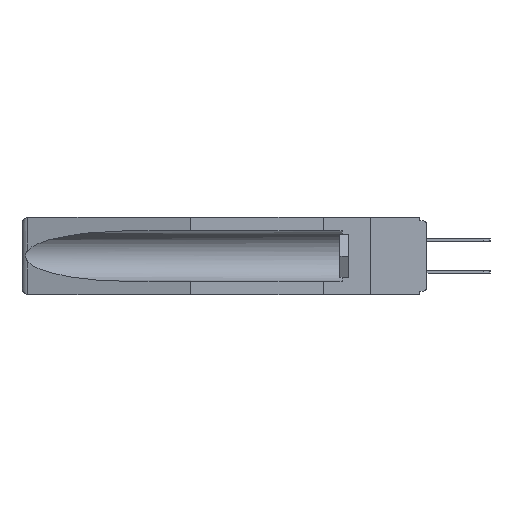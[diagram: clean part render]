
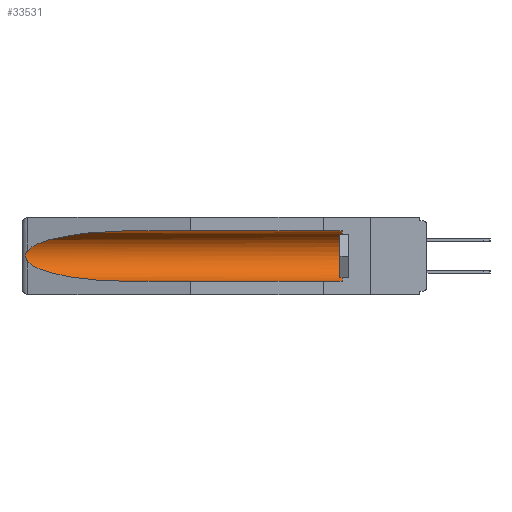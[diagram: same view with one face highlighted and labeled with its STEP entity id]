
A CAD part, left-side view. The second image highlights one B-rep face of the part: STEP entity #33531.
In plain terms, the highlighted cylindrical face has radius 2.857 mm (diameter 5.715 mm), a partial arc.
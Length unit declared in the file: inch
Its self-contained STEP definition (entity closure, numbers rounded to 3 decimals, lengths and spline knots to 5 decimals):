
#665 = CARTESIAN_POINT ( 'NONE',  ( 0.155, -0.30754, -0.1715 ) ) ;
#791 = CARTESIAN_POINT ( 'NONE',  ( 0.155, -0.30754, -0.284 ) ) ;
#1326 = CARTESIAN_POINT ( 'NONE',  ( 0.26537, 1.52718, -0.19328 ) ) ;
#1623 = CARTESIAN_POINT ( 'NONE',  ( 0.155, 0.126, -0.1715 ) ) ;
#2132 = CARTESIAN_POINT ( 'NONE',  ( 0.155, 1.07973, -0.059 ) ) ;
#2443 = B_SPLINE_CURVE_WITH_KNOTS ( 'NONE', 3,
 ( #6299, #11523, #19321, #21898, #24634, #6423, #24523, #27119, #16796, #1326 ),
 .UNSPECIFIED., .F., .F.,
 ( 4, 2, 2, 2, 4 ),
 ( 0., 0.00029, 0.00058, 0.00087, 0.00117 ),
 .UNSPECIFIED. ) ;
#2455 = CARTESIAN_POINT ( 'NONE',  ( 0.21114, 1.30732, -0.284 ) ) ;
#2975 = ORIENTED_EDGE ( 'NONE', *, *, #26023, .T. ) ;
#3008 = EDGE_CURVE ( 'NONE', #15099, #27199, #27050, .T. ) ;
#3419 = VERTEX_POINT ( 'NONE', #11632 ) ;
#3858 = EDGE_CURVE ( 'NONE', #3419, #20737, #18896, .T. ) ;
#4384 = CARTESIAN_POINT ( 'NONE',  ( 0.25451, 1.48313, -0.09465 ) ) ;
#4447 = CARTESIAN_POINT ( 'NONE',  ( 0.26537, 1.52718, -0.19328 ) ) ;
#4942 = CARTESIAN_POINT ( 'NONE',  ( 0.25451, 1.48313, -0.24835 ) ) ;
#6019 = DIRECTION ( 'NONE',  ( 0., 1., 0. ) ) ;
#6299 = CARTESIAN_POINT ( 'NONE',  ( 0.26537, 1.52718, -0.14972 ) ) ;
#6423 = CARTESIAN_POINT ( 'NONE',  ( 0.2675, 1.53308, -0.17534 ) ) ;
#6467 = CARTESIAN_POINT ( 'NONE',  ( 0.155, 1.07973, -0.284 ) ) ;
#6846 = VECTOR ( 'NONE', #16916, 39.37008 ) ;
#8458 =( BOUNDED_CURVE ( )  B_SPLINE_CURVE ( 3, ( #2132, #19897, #4384, #30295 ),
 .UNSPECIFIED., .F., .F. ) 
 B_SPLINE_CURVE_WITH_KNOTS ( ( 4, 4 ),
 ( 4.71239, 6.08839 ),
 .UNSPECIFIED. ) 
 CURVE ( )  GEOMETRIC_REPRESENTATION_ITEM ( )  RATIONAL_B_SPLINE_CURVE ( ( 1., 0.848, 0.848, 1. ) ) 
 REPRESENTATION_ITEM ( '' )  );
#9023 = ORIENTED_EDGE ( 'NONE', *, *, #17483, .T. ) ;
#9400 = DIRECTION ( 'NONE',  ( 0., -1., 0. ) ) ;
#10460 = VERTEX_POINT ( 'NONE', #27792 ) ;
#11523 = CARTESIAN_POINT ( 'NONE',  ( 0.26597, 1.52961, -0.15275 ) ) ;
#11632 = CARTESIAN_POINT ( 'NONE',  ( 0.155, 0.126, -0.284 ) ) ;
#12864 =( BOUNDED_CURVE ( )  B_SPLINE_CURVE ( 3, ( #33445, #4942, #2455, #22837 ),
 .UNSPECIFIED., .F., .F. ) 
 B_SPLINE_CURVE_WITH_KNOTS ( ( 4, 4 ),
 ( 0.1948, 1.5708 ),
 .UNSPECIFIED. ) 
 CURVE ( )  GEOMETRIC_REPRESENTATION_ITEM ( )  RATIONAL_B_SPLINE_CURVE ( ( 1., 0.848, 0.848, 1. ) ) 
 REPRESENTATION_ITEM ( '' )  );
#14118 = FACE_OUTER_BOUND ( 'NONE', #20569, .T. ) ;
#15099 = VERTEX_POINT ( 'NONE', #15760 ) ;
#15760 = CARTESIAN_POINT ( 'NONE',  ( 0.155, 0.126, -0.059 ) ) ;
#15807 = CIRCLE ( 'NONE', #20787, 0.1125 ) ;
#16796 = CARTESIAN_POINT ( 'NONE',  ( 0.26597, 1.5296, -0.19026 ) ) ;
#16916 = DIRECTION ( 'NONE',  ( 0., 1., 0. ) ) ;
#17099 = DIRECTION ( 'NONE',  ( 0., 0., 1. ) ) ;
#17238 = ORIENTED_EDGE ( 'NONE', *, *, #28003, .T. ) ;
#17483 = EDGE_CURVE ( 'NONE', #3419, #15099, #15807, .T. ) ;
#17580 = EDGE_CURVE ( 'NONE', #27199, #10460, #8458, .T. ) ;
#17732 = AXIS2_PLACEMENT_3D ( 'NONE', #665, #26704, #31907 ) ;
#18741 = ORIENTED_EDGE ( 'NONE', *, *, #3008, .T. ) ;
#18850 = ORIENTED_EDGE ( 'NONE', *, *, #17580, .T. ) ;
#18896 = LINE ( 'NONE', #791, #19739 ) ;
#19321 = CARTESIAN_POINT ( 'NONE',  ( 0.26654, 1.53092, -0.15636 ) ) ;
#19348 = CYLINDRICAL_SURFACE ( 'NONE', #17732, 0.1125 ) ;
#19739 = VECTOR ( 'NONE', #6019, 39.37008 ) ;
#19897 = CARTESIAN_POINT ( 'NONE',  ( 0.21114, 1.30732, -0.059 ) ) ;
#20569 = EDGE_LOOP ( 'NONE', ( #18850, #2975, #17238, #24852, #9023, #18741 ) ) ;
#20737 = VERTEX_POINT ( 'NONE', #6467 ) ;
#20787 = AXIS2_PLACEMENT_3D ( 'NONE', #1623, #9400, #17099 ) ;
#21898 = CARTESIAN_POINT ( 'NONE',  ( 0.2673, 1.5327, -0.16383 ) ) ;
#22837 = CARTESIAN_POINT ( 'NONE',  ( 0.155, 1.07973, -0.284 ) ) ;
#24288 = CARTESIAN_POINT ( 'NONE',  ( 0.155, -0.30754, -0.059 ) ) ;
#24523 = CARTESIAN_POINT ( 'NONE',  ( 0.2673, 1.53269, -0.17917 ) ) ;
#24634 = CARTESIAN_POINT ( 'NONE',  ( 0.2675, 1.53308, -0.16763 ) ) ;
#24852 = ORIENTED_EDGE ( 'NONE', *, *, #3858, .F. ) ;
#25483 = VERTEX_POINT ( 'NONE', #4447 ) ;
#26008 = CARTESIAN_POINT ( 'NONE',  ( 0.155, 1.07973, -0.059 ) ) ;
#26023 = EDGE_CURVE ( 'NONE', #10460, #25483, #2443, .T. ) ;
#26704 = DIRECTION ( 'NONE',  ( 0., 1., 0. ) ) ;
#27050 = LINE ( 'NONE', #24288, #6846 ) ;
#27119 = CARTESIAN_POINT ( 'NONE',  ( 0.26655, 1.53094, -0.18657 ) ) ;
#27199 = VERTEX_POINT ( 'NONE', #26008 ) ;
#27792 = CARTESIAN_POINT ( 'NONE',  ( 0.26537, 1.52718, -0.14972 ) ) ;
#28003 = EDGE_CURVE ( 'NONE', #25483, #20737, #12864, .T. ) ;
#30295 = CARTESIAN_POINT ( 'NONE',  ( 0.26537, 1.52718, -0.14972 ) ) ;
#31907 = DIRECTION ( 'NONE',  ( 0., 0., 1. ) ) ;
#33445 = CARTESIAN_POINT ( 'NONE',  ( 0.26537, 1.52718, -0.19328 ) ) ;
#33531 = ADVANCED_FACE ( 'NONE', ( #14118 ), #19348, .F. ) ;
